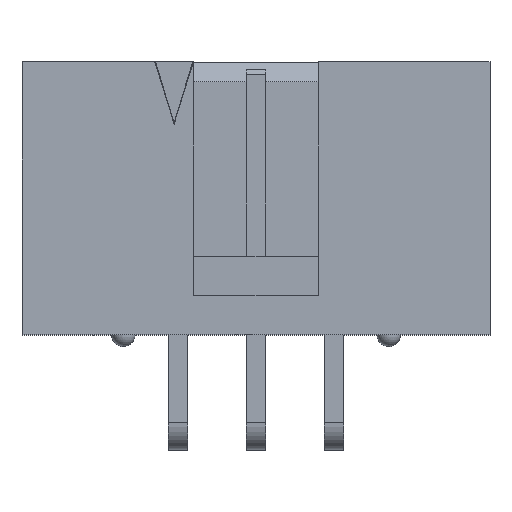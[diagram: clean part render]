
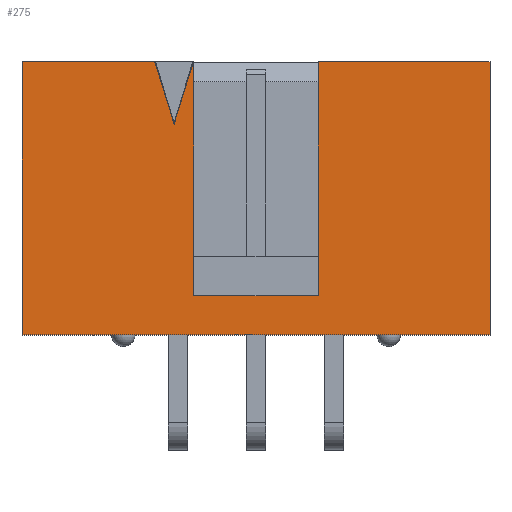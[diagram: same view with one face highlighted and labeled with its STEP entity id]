
A CAD part, top view. The second image highlights one B-rep face of the part: STEP entity #275.
In plain terms, the highlighted planar face has unit normal (0, 0, 1).
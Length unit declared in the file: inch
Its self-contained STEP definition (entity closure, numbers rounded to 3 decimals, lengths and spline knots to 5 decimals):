
#275 = ADVANCED_FACE( '', ( #651 ), #652, .F. );
#651 = FACE_OUTER_BOUND( '', #1153, .T. );
#652 = PLANE( '', #1154 );
#1153 = EDGE_LOOP( '', ( #1739, #1740, #1741, #1742, #1743, #1744, #1745, #1746, #1747, #1748 ) );
#1154 = AXIS2_PLACEMENT_3D( '', #1749, #1750, #1751 );
#1739 = ORIENTED_EDGE( '', *, *, #3246, .F. );
#1740 = ORIENTED_EDGE( '', *, *, #3247, .F. );
#1741 = ORIENTED_EDGE( '', *, *, #3248, .T. );
#1742 = ORIENTED_EDGE( '', *, *, #3249, .T. );
#1743 = ORIENTED_EDGE( '', *, *, #3250, .F. );
#1744 = ORIENTED_EDGE( '', *, *, #3251, .F. );
#1745 = ORIENTED_EDGE( '', *, *, #3252, .T. );
#1746 = ORIENTED_EDGE( '', *, *, #3253, .F. );
#1747 = ORIENTED_EDGE( '', *, *, #3254, .F. );
#1748 = ORIENTED_EDGE( '', *, *, #3255, .F. );
#1749 = CARTESIAN_POINT( '', ( 0.3, 0.35, 0.175 ) );
#1750 = DIRECTION( '', ( 0., 0., -1. ) );
#1751 = DIRECTION( '', ( -1., 0., 0. ) );
#3246 = EDGE_CURVE( '', #3940, #3941, #3942, .T. );
#3247 = EDGE_CURVE( '', #3943, #3940, #3944, .T. );
#3248 = EDGE_CURVE( '', #3943, #3945, #3946, .T. );
#3249 = EDGE_CURVE( '', #3945, #3947, #3948, .T. );
#3250 = EDGE_CURVE( '', #3949, #3947, #3950, .T. );
#3251 = EDGE_CURVE( '', #3951, #3949, #3952, .T. );
#3252 = EDGE_CURVE( '', #3951, #3953, #3954, .T. );
#3253 = EDGE_CURVE( '', #3955, #3953, #3956, .T. );
#3254 = EDGE_CURVE( '', #3957, #3955, #3958, .T. );
#3255 = EDGE_CURVE( '', #3941, #3957, #3959, .T. );
#3940 = VERTEX_POINT( '', #4931 );
#3941 = VERTEX_POINT( '', #4932 );
#3942 = LINE( '', #4933, #4934 );
#3943 = VERTEX_POINT( '', #4935 );
#3944 = LINE( '', #4936, #4937 );
#3945 = VERTEX_POINT( '', #4938 );
#3946 = LINE( '', #4939, #4940 );
#3947 = VERTEX_POINT( '', #4941 );
#3948 = LINE( '', #4942, #4943 );
#3949 = VERTEX_POINT( '', #4944 );
#3950 = LINE( '', #4945, #4946 );
#3951 = VERTEX_POINT( '', #4947 );
#3952 = LINE( '', #4948, #4949 );
#3953 = VERTEX_POINT( '', #4950 );
#3954 = LINE( '', #4951, #4952 );
#3955 = VERTEX_POINT( '', #4953 );
#3956 = LINE( '', #4954, #4955 );
#3957 = VERTEX_POINT( '', #4956 );
#3958 = LINE( '', #4957, #4958 );
#3959 = LINE( '', #4959, #4960 );
#4931 = CARTESIAN_POINT( '', ( -0.105, 0.27, 0.175 ) );
#4932 = CARTESIAN_POINT( '', ( -0.08, 0.35, 0.175 ) );
#4933 = CARTESIAN_POINT( '', ( -0.105, 0.27, 0.175 ) );
#4934 = VECTOR( '', #6114, 39.37008 );
#4935 = CARTESIAN_POINT( '', ( -0.13, 0.35, 0.175 ) );
#4936 = CARTESIAN_POINT( '', ( -0.13, 0.35, 0.175 ) );
#4937 = VECTOR( '', #6115, 39.37008 );
#4938 = CARTESIAN_POINT( '', ( -0.3, 0.35, 0.175 ) );
#4939 = CARTESIAN_POINT( '', ( 0.3, 0.35, 0.175 ) );
#4940 = VECTOR( '', #6116, 39.37008 );
#4941 = CARTESIAN_POINT( '', ( -0.3, 0., 0.175 ) );
#4942 = CARTESIAN_POINT( '', ( -0.3, 0.35, 0.175 ) );
#4943 = VECTOR( '', #6117, 39.37008 );
#4944 = CARTESIAN_POINT( '', ( 0.3, 0., 0.175 ) );
#4945 = CARTESIAN_POINT( '', ( 0.3, 0., 0.175 ) );
#4946 = VECTOR( '', #6118, 39.37008 );
#4947 = CARTESIAN_POINT( '', ( 0.3, 0.35, 0.175 ) );
#4948 = CARTESIAN_POINT( '', ( 0.3, 0.35, 0.175 ) );
#4949 = VECTOR( '', #6119, 39.37008 );
#4950 = CARTESIAN_POINT( '', ( 0.08, 0.35, 0.175 ) );
#4951 = CARTESIAN_POINT( '', ( 0.3, 0.35, 0.175 ) );
#4952 = VECTOR( '', #6120, 39.37008 );
#4953 = CARTESIAN_POINT( '', ( 0.08, 0.05, 0.175 ) );
#4954 = CARTESIAN_POINT( '', ( 0.08, 0.05, 0.175 ) );
#4955 = VECTOR( '', #6121, 39.37008 );
#4956 = CARTESIAN_POINT( '', ( -0.08, 0.05, 0.175 ) );
#4957 = CARTESIAN_POINT( '', ( -0.08, 0.05, 0.175 ) );
#4958 = VECTOR( '', #6122, 39.37008 );
#4959 = CARTESIAN_POINT( '', ( -0.08, 0.37, 0.175 ) );
#4960 = VECTOR( '', #6123, 39.37008 );
#6114 = DIRECTION( '', ( 0.298, 0.954, 0. ) );
#6115 = DIRECTION( '', ( 0.298, -0.954, 0. ) );
#6116 = DIRECTION( '', ( -1., 0., 0. ) );
#6117 = DIRECTION( '', ( 0., -1., 0. ) );
#6118 = DIRECTION( '', ( -1., 0., 0. ) );
#6119 = DIRECTION( '', ( 0., -1., 0. ) );
#6120 = DIRECTION( '', ( -1., 0., 0. ) );
#6121 = DIRECTION( '', ( 0., 1., 0. ) );
#6122 = DIRECTION( '', ( 1., 0., 0. ) );
#6123 = DIRECTION( '', ( 0., -1., 0. ) );
